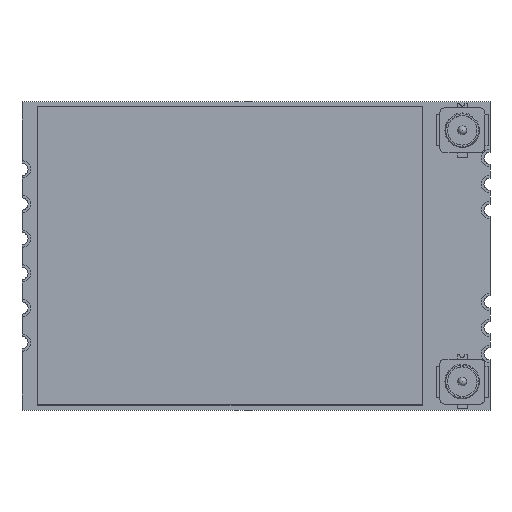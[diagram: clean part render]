
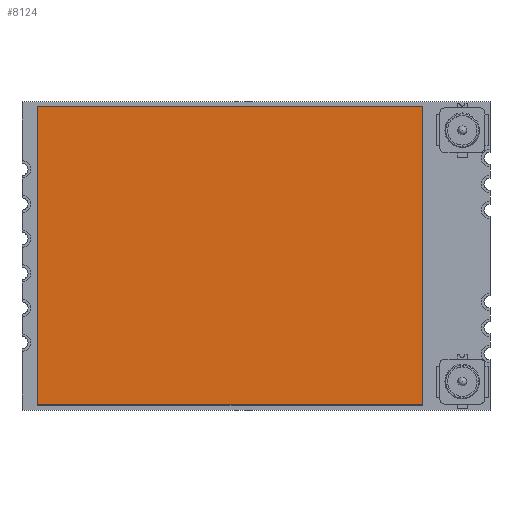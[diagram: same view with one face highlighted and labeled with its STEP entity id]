
A CAD part, top view. The second image highlights one B-rep face of the part: STEP entity #8124.
In plain terms, the highlighted planar face has unit normal (0, 0, 1).
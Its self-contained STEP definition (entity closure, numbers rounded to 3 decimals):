
#7995 = VERTEX_POINT('',#7996);
#7996 = CARTESIAN_POINT('',(-12.6,8.6,3.68));
#8002 = EDGE_CURVE('',#7995,#8003,#8005,.T.);
#8003 = VERTEX_POINT('',#8004);
#8004 = CARTESIAN_POINT('',(9.6,8.6,3.68));
#8005 = LINE('',#8006,#8007);
#8006 = CARTESIAN_POINT('',(-12.6,8.6,3.68));
#8007 = VECTOR('',#8008,1.);
#8008 = DIRECTION('',(1.,0.,0.));
#8033 = EDGE_CURVE('',#8003,#8034,#8036,.T.);
#8034 = VERTEX_POINT('',#8035);
#8035 = CARTESIAN_POINT('',(9.6,-8.6,3.68));
#8036 = LINE('',#8037,#8038);
#8037 = CARTESIAN_POINT('',(9.6,8.6,3.68));
#8038 = VECTOR('',#8039,1.);
#8039 = DIRECTION('',(0.,-1.,0.));
#8064 = EDGE_CURVE('',#8034,#8065,#8067,.T.);
#8065 = VERTEX_POINT('',#8066);
#8066 = CARTESIAN_POINT('',(-12.6,-8.6,3.68));
#8067 = LINE('',#8068,#8069);
#8068 = CARTESIAN_POINT('',(9.6,-8.6,3.68));
#8069 = VECTOR('',#8070,1.);
#8070 = DIRECTION('',(-1.,0.,0.));
#8095 = EDGE_CURVE('',#8065,#7995,#8096,.T.);
#8096 = LINE('',#8097,#8098);
#8097 = CARTESIAN_POINT('',(-12.6,-8.6,3.68));
#8098 = VECTOR('',#8099,1.);
#8099 = DIRECTION('',(0.,1.,0.));
#8124 = ADVANCED_FACE('',(#8125),#8131,.T.);
#8125 = FACE_BOUND('',#8126,.F.);
#8126 = EDGE_LOOP('',(#8127,#8128,#8129,#8130));
#8127 = ORIENTED_EDGE('',*,*,#8002,.T.);
#8128 = ORIENTED_EDGE('',*,*,#8033,.T.);
#8129 = ORIENTED_EDGE('',*,*,#8064,.T.);
#8130 = ORIENTED_EDGE('',*,*,#8095,.T.);
#8131 = PLANE('',#8132);
#8132 = AXIS2_PLACEMENT_3D('',#8133,#8134,#8135);
#8133 = CARTESIAN_POINT('',(-1.5,0.,3.68));
#8134 = DIRECTION('',(0.,0.,1.));
#8135 = DIRECTION('',(1.,0.,0.));
